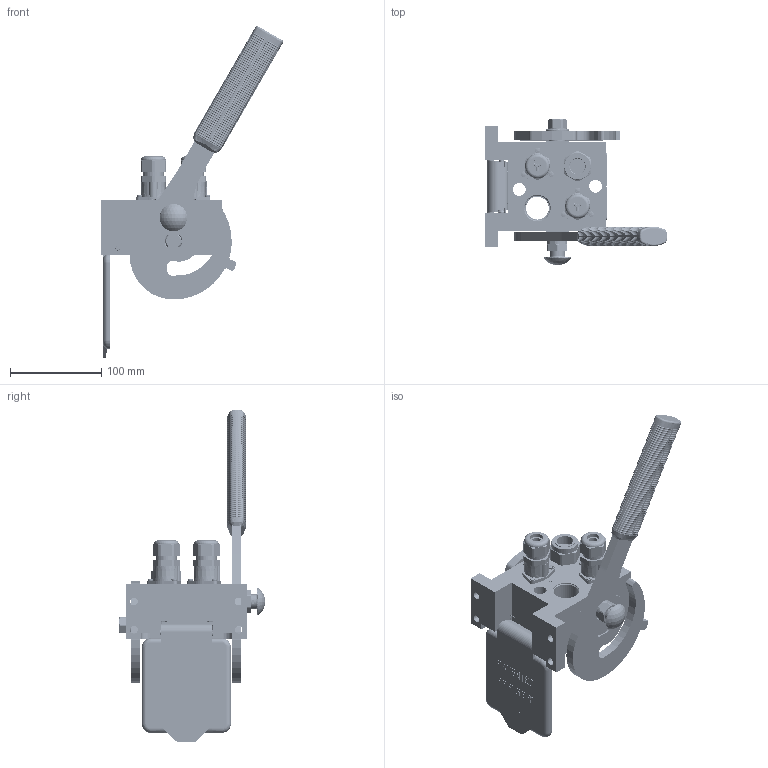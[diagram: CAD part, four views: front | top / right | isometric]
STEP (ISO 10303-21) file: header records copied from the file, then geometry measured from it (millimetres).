
FILE_DESCRIPTION (( 'STEP AP214' ), '1' );
FILE_NAME ('FASTER.step', '2025-12-12T15:44:07', ( '' ), ( '' ), 'SwSTEP 2.0', 'SolidWorks 2017', '' );
FILE_SCHEMA (( 'AUTOMOTIVE_DESIGN' ));
Length unit declared in the file: millimetre
Products named in the file (36): 1540_080_0012_000; or2_62x17_86; 4830_025_1000_000; 4241_072_0000_200; 4850_024_6001_021; 4830_070_0000_001; sv002011_m2; 2ffnb12_gas_f; curs_molla_12; FASTER; conn_3p_f; 4830_022_0000_011; corpospel08-3f; 0048_042_0412_000; 4830_046_0000_000; 4870_025_1001_001_ASM; 4810_001_0001_014; 4830_044_0000_000; 4830_001_0005_300; P508_F_A_BASE; 4830_025_2000_000; 4820_001_0004_000; A_2ffnb12_gas_f; or1_5x7_m; 4830_020_0000_024; et012; 4870_023_1001_000; 4830_001_0005_301; P508FA; sicura_p5; 4870_025_1001_001; 4142_072_1000_300; 4870_024_1001_001; 4830_025_0000_001; 4340_014_0000_000
Assembly tree (39 placements, depth 4):
  FASTER
    P508_F_A_BASE
      P508FA
        4830_020_0000_024
        4820_001_0004_000
        4810_001_0001_014
        4830_001_0005_300
        4830_001_0005_301
    conn_3p_f  x2
      corpospel08-3f
      4830_044_0000_000
      4830_046_0000_000
      4241_072_0000_200
    A_2ffnb12_gas_f
      curs_molla_12
        4340_014_0000_000
        4142_072_1000_300
      2ffnb12_gas_f
        2ffnb12_gas_f
    4870_025_1001_001
      4870_025_1001_001_ASM
        4870_024_1001_001
        4850_024_6001_021
        sv002011_m2
      sicura_p5
        4830_025_0000_001
        or1_5x7_m
        0048_042_0412_000
      4830_025_2000_000
      4830_025_1000_000
      4830_022_0000_011
      4830_070_0000_001
      4870_023_1001_000
      1540_080_0012_000
      or2_62x17_86  x2
    et012
Bounding box: 200.35 x 160.98 x 364.81 mm (x, y, z)
Volume: 221408 mm3; surface area: 303762.3 mm2
Topology: 22 solids, 70 shells, 6112 faces, 15734 edges, 9742 vertices
Faces by surface type: plane 2612, cylinder 1740, torus 1194, cone 297, bspline 212, sphere 57
Entity records: 202827 total; most frequent: CARTESIAN_POINT 67412, ORIENTED_EDGE 26267, DIRECTION 25907, EDGE_CURVE 13513, AXIS2_PLACEMENT_3D 9381, VERTEX_POINT 8335, LINE 7145, VECTOR 7145
